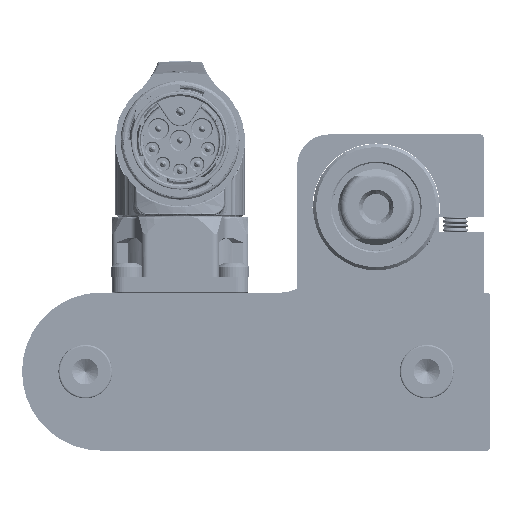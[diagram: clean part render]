
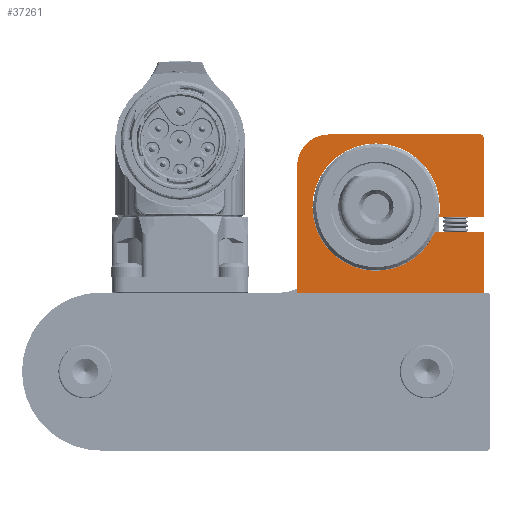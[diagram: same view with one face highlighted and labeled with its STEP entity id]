
A CAD part, left-side view. The second image highlights one B-rep face of the part: STEP entity #37261.
In plain terms, the highlighted face is planar.
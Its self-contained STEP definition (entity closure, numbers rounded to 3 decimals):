
#2577 = CARTESIAN_POINT ( 'NONE',  ( -15., 14.5, 30. ) ) ;
#4519 = CIRCLE ( 'NONE', #33508, 10.075 ) ;
#5165 = DIRECTION ( 'NONE',  ( 0., 1., 0. ) ) ;
#6788 = PLANE ( 'NONE',  #33908 ) ;
#6867 = EDGE_CURVE ( 'NONE', #63069, #68607, #11366, .T. ) ;
#11194 = CARTESIAN_POINT ( 'NONE',  ( -2.5, 3., 30. ) ) ;
#11366 = CIRCLE ( 'NONE', #47554, 10.075 ) ;
#12079 = CARTESIAN_POINT ( 'NONE',  ( 14.5, 14.5, 30. ) ) ;
#12183 = AXIS2_PLACEMENT_3D ( 'NONE', #36700, #35557, #63982 ) ;
#12221 = DIRECTION ( 'NONE',  ( -1., 0., 0. ) ) ;
#13345 = VERTEX_POINT ( 'NONE', #41785 ) ;
#14215 = DIRECTION ( 'NONE',  ( 1., 0., 0. ) ) ;
#14767 = LINE ( 'NONE', #111792, #21301 ) ;
#15443 = CARTESIAN_POINT ( 'NONE',  ( -12.575, 3., 30. ) ) ;
#16237 = DIRECTION ( 'NONE',  ( 1., 0., 0. ) ) ;
#16512 = EDGE_CURVE ( 'NONE', #27776, #112188, #34885, .T. ) ;
#16771 = CARTESIAN_POINT ( 'NONE',  ( 14., 14.5, 30. ) ) ;
#19638 = CARTESIAN_POINT ( 'NONE',  ( 5.5, -1., 30. ) ) ;
#20367 = ORIENTED_EDGE ( 'NONE', *, *, #69723, .T. ) ;
#21301 = VECTOR ( 'NONE', #33982, 1000. ) ;
#22387 = DIRECTION ( 'NONE',  ( 0., -1., 0. ) ) ;
#23032 = ORIENTED_EDGE ( 'NONE', *, *, #6867, .F. ) ;
#23568 = ORIENTED_EDGE ( 'NONE', *, *, #16512, .T. ) ;
#23784 = DIRECTION ( 'NONE',  ( 0., 0., 1. ) ) ;
#25850 = DIRECTION ( 'NONE',  ( 0., 0., 1. ) ) ;
#27776 = VERTEX_POINT ( 'NONE', #16771 ) ;
#30324 = EDGE_LOOP ( 'NONE', ( #34130, #97720, #23568, #83417, #20367, #34613, #99990, #40559, #81128, #23032, #106707, #80107 ) ) ;
#31584 = VECTOR ( 'NONE', #12221, 1000. ) ;
#31782 = DIRECTION ( 'NONE',  ( 1., 0., 0. ) ) ;
#32871 = FACE_OUTER_BOUND ( 'NONE', #30324, .T. ) ;
#33508 = AXIS2_PLACEMENT_3D ( 'NONE', #104779, #105338, #79850 ) ;
#33908 = AXIS2_PLACEMENT_3D ( 'NONE', #48300, #23784, #14215 ) ;
#33982 = DIRECTION ( 'NONE',  ( -1., 0., 0. ) ) ;
#34130 = ORIENTED_EDGE ( 'NONE', *, *, #41640, .T. ) ;
#34613 = ORIENTED_EDGE ( 'NONE', *, *, #60349, .T. ) ;
#34862 = VECTOR ( 'NONE', #22387, 1000. ) ;
#34885 = LINE ( 'NONE', #46802, #31584 ) ;
#35092 = CARTESIAN_POINT ( 'NONE',  ( -15., -10.5, 30. ) ) ;
#35557 = DIRECTION ( 'NONE',  ( 0., 0., 1. ) ) ;
#36244 = VERTEX_POINT ( 'NONE', #104950 ) ;
#36289 = VERTEX_POINT ( 'NONE', #105517 ) ;
#36700 = CARTESIAN_POINT ( 'NONE',  ( -10., 9.5, 30. ) ) ;
#37261 = ADVANCED_FACE ( 'NONE', ( #32871 ), #6788, .T. ) ;
#40411 = EDGE_CURVE ( 'NONE', #52617, #27776, #69045, .T. ) ;
#40559 = ORIENTED_EDGE ( 'NONE', *, *, #70513, .F. ) ;
#41640 = EDGE_CURVE ( 'NONE', #80550, #52617, #89299, .T. ) ;
#41785 = CARTESIAN_POINT ( 'NONE',  ( -15., 9.5, 30. ) ) ;
#42701 = CARTESIAN_POINT ( 'NONE',  ( 14., 14., 30. ) ) ;
#43638 = CARTESIAN_POINT ( 'NONE',  ( 14.5, 14.5, 30. ) ) ;
#43689 = VERTEX_POINT ( 'NONE', #73434 ) ;
#44092 = DIRECTION ( 'NONE',  ( 1., 0., 0. ) ) ;
#46802 = CARTESIAN_POINT ( 'NONE',  ( -15., 14.5, 30. ) ) ;
#47554 = AXIS2_PLACEMENT_3D ( 'NONE', #84989, #25850, #16237 ) ;
#47761 = LINE ( 'NONE', #66409, #55974 ) ;
#48300 = CARTESIAN_POINT ( 'NONE',  ( 0., 0., 30. ) ) ;
#51290 = EDGE_CURVE ( 'NONE', #80550, #36244, #14767, .T. ) ;
#52308 = VECTOR ( 'NONE', #5165, 1000. ) ;
#52431 = EDGE_CURVE ( 'NONE', #68607, #36289, #63593, .T. ) ;
#52617 = VERTEX_POINT ( 'NONE', #65061 ) ;
#55974 = VECTOR ( 'NONE', #31782, 1000. ) ;
#56298 = AXIS2_PLACEMENT_3D ( 'NONE', #42701, #77374, #111976 ) ;
#57199 = EDGE_CURVE ( 'NONE', #112188, #13345, #64744, .T. ) ;
#60349 = EDGE_CURVE ( 'NONE', #103213, #43689, #47761, .T. ) ;
#63069 = VERTEX_POINT ( 'NONE', #99731 ) ;
#63368 = DIRECTION ( 'NONE',  ( 1., 0., 0. ) ) ;
#63593 = CIRCLE ( 'NONE', #89075, 10.075 ) ;
#63905 = CARTESIAN_POINT ( 'NONE',  ( 14.5, 1.5, 30. ) ) ;
#63982 = DIRECTION ( 'NONE',  ( 1., 0., 0. ) ) ;
#64744 = CIRCLE ( 'NONE', #12183, 5. ) ;
#65061 = CARTESIAN_POINT ( 'NONE',  ( 14.5, 14., 30. ) ) ;
#66409 = CARTESIAN_POINT ( 'NONE',  ( -15., -10.5, 30. ) ) ;
#68607 = VERTEX_POINT ( 'NONE', #15443 ) ;
#69045 = CIRCLE ( 'NONE', #56298, 0.5 ) ;
#69212 = DIRECTION ( 'NONE',  ( 0., 1., 0. ) ) ;
#69723 = EDGE_CURVE ( 'NONE', #13345, #103213, #107055, .T. ) ;
#70513 = EDGE_CURVE ( 'NONE', #36289, #112281, #71349, .T. ) ;
#71349 = LINE ( 'NONE', #19638, #96727 ) ;
#73434 = CARTESIAN_POINT ( 'NONE',  ( 14.5, -10.5, 30. ) ) ;
#77374 = DIRECTION ( 'NONE',  ( 0., 0., 1. ) ) ;
#79850 = DIRECTION ( 'NONE',  ( 1., 0., 0. ) ) ;
#80107 = ORIENTED_EDGE ( 'NONE', *, *, #51290, .F. ) ;
#80550 = VERTEX_POINT ( 'NONE', #63905 ) ;
#81128 = ORIENTED_EDGE ( 'NONE', *, *, #52431, .F. ) ;
#83417 = ORIENTED_EDGE ( 'NONE', *, *, #57199, .T. ) ;
#83445 = VECTOR ( 'NONE', #69212, 1000. ) ;
#84989 = CARTESIAN_POINT ( 'NONE',  ( -2.5, 3., 30. ) ) ;
#87922 = EDGE_CURVE ( 'NONE', #36244, #63069, #4519, .T. ) ;
#89075 = AXIS2_PLACEMENT_3D ( 'NONE', #11194, #95821, #44092 ) ;
#89299 = LINE ( 'NONE', #12079, #52308 ) ;
#93328 = CARTESIAN_POINT ( 'NONE',  ( 14.5, -1., 30. ) ) ;
#95821 = DIRECTION ( 'NONE',  ( 0., 0., 1. ) ) ;
#96727 = VECTOR ( 'NONE', #63368, 1000. ) ;
#97720 = ORIENTED_EDGE ( 'NONE', *, *, #40411, .T. ) ;
#99731 = CARTESIAN_POINT ( 'NONE',  ( 7.575, 3., 30. ) ) ;
#99990 = ORIENTED_EDGE ( 'NONE', *, *, #102137, .T. ) ;
#102137 = EDGE_CURVE ( 'NONE', #43689, #112281, #106082, .T. ) ;
#103089 = CARTESIAN_POINT ( 'NONE',  ( -10., 14.5, 30. ) ) ;
#103213 = VERTEX_POINT ( 'NONE', #35092 ) ;
#104779 = CARTESIAN_POINT ( 'NONE',  ( -2.5, 3., 30. ) ) ;
#104950 = CARTESIAN_POINT ( 'NONE',  ( 7.463, 1.5, 30. ) ) ;
#105338 = DIRECTION ( 'NONE',  ( 0., 0., 1. ) ) ;
#105517 = CARTESIAN_POINT ( 'NONE',  ( 6.747, -1., 30. ) ) ;
#106082 = LINE ( 'NONE', #43638, #83445 ) ;
#106707 = ORIENTED_EDGE ( 'NONE', *, *, #87922, .F. ) ;
#107055 = LINE ( 'NONE', #2577, #34862 ) ;
#111792 = CARTESIAN_POINT ( 'NONE',  ( 5.5, 1.5, 30. ) ) ;
#111976 = DIRECTION ( 'NONE',  ( 1., 0., 0. ) ) ;
#112188 = VERTEX_POINT ( 'NONE', #103089 ) ;
#112281 = VERTEX_POINT ( 'NONE', #93328 ) ;
